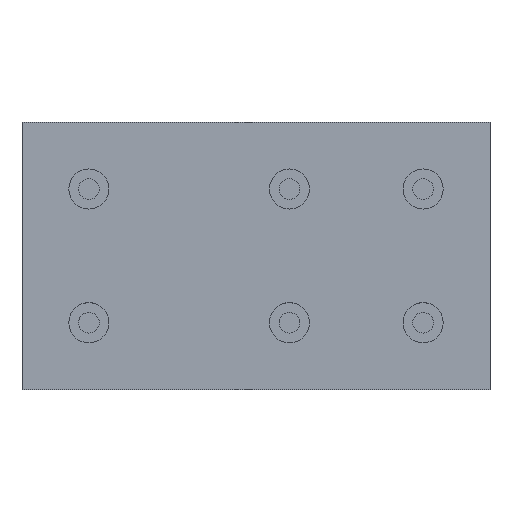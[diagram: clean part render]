
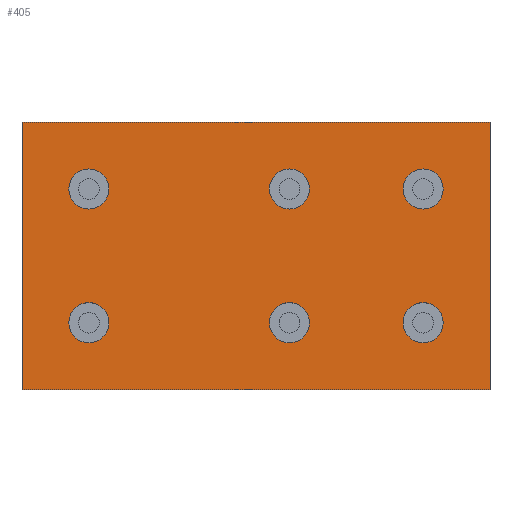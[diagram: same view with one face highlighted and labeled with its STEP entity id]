
A CAD part, top view. The second image highlights one B-rep face of the part: STEP entity #405.
In plain terms, the highlighted planar face has unit normal (0, 0, 1).
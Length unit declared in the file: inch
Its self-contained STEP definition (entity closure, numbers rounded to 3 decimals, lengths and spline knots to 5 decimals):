
#21=FACE_BOUND('',#110,.T.);
#22=FACE_BOUND('',#111,.T.);
#23=FACE_BOUND('',#112,.T.);
#24=FACE_BOUND('',#113,.T.);
#25=FACE_BOUND('',#114,.T.);
#26=FACE_BOUND('',#115,.T.);
#43=PLANE('',#473);
#73=FACE_OUTER_BOUND('',#109,.T.);
#109=EDGE_LOOP('',(#351,#352,#353,#354));
#110=EDGE_LOOP('',(#355));
#111=EDGE_LOOP('',(#356));
#112=EDGE_LOOP('',(#357));
#113=EDGE_LOOP('',(#358));
#114=EDGE_LOOP('',(#359));
#115=EDGE_LOOP('',(#360));
#131=LINE('',#701,#155);
#134=LINE('',#707,#158);
#137=LINE('',#713,#161);
#140=LINE('',#717,#164);
#155=VECTOR('',#589,0.3937);
#158=VECTOR('',#594,0.3937);
#161=VECTOR('',#599,0.3937);
#164=VECTOR('',#604,0.3937);
#165=CIRCLE('',#422,0.15);
#168=CIRCLE('',#427,0.15);
#171=CIRCLE('',#432,0.15);
#174=CIRCLE('',#437,0.15);
#177=CIRCLE('',#442,0.15);
#180=CIRCLE('',#447,0.15);
#189=VERTEX_POINT('',#611);
#192=VERTEX_POINT('',#620);
#195=VERTEX_POINT('',#629);
#198=VERTEX_POINT('',#638);
#201=VERTEX_POINT('',#647);
#204=VERTEX_POINT('',#656);
#215=VERTEX_POINT('',#698);
#216=VERTEX_POINT('',#700);
#218=VERTEX_POINT('',#706);
#220=VERTEX_POINT('',#712);
#221=EDGE_CURVE('',#189,#189,#165,.T.);
#225=EDGE_CURVE('',#192,#192,#168,.T.);
#229=EDGE_CURVE('',#195,#195,#171,.T.);
#233=EDGE_CURVE('',#198,#198,#174,.T.);
#237=EDGE_CURVE('',#201,#201,#177,.T.);
#241=EDGE_CURVE('',#204,#204,#180,.T.);
#259=EDGE_CURVE('',#216,#215,#131,.T.);
#262=EDGE_CURVE('',#218,#216,#134,.T.);
#265=EDGE_CURVE('',#220,#218,#137,.T.);
#268=EDGE_CURVE('',#215,#220,#140,.T.);
#351=ORIENTED_EDGE('',*,*,#268,.T.);
#352=ORIENTED_EDGE('',*,*,#265,.T.);
#353=ORIENTED_EDGE('',*,*,#262,.T.);
#354=ORIENTED_EDGE('',*,*,#259,.T.);
#355=ORIENTED_EDGE('',*,*,#221,.T.);
#356=ORIENTED_EDGE('',*,*,#225,.T.);
#357=ORIENTED_EDGE('',*,*,#229,.T.);
#358=ORIENTED_EDGE('',*,*,#233,.T.);
#359=ORIENTED_EDGE('',*,*,#237,.T.);
#360=ORIENTED_EDGE('',*,*,#241,.T.);
#405=ADVANCED_FACE('',(#73,#21,#22,#23,#24,#25,#26),#43,.T.);
#422=AXIS2_PLACEMENT_3D('',#612,#479,#480);
#427=AXIS2_PLACEMENT_3D('',#621,#490,#491);
#432=AXIS2_PLACEMENT_3D('',#630,#501,#502);
#437=AXIS2_PLACEMENT_3D('',#639,#512,#513);
#442=AXIS2_PLACEMENT_3D('',#648,#523,#524);
#447=AXIS2_PLACEMENT_3D('',#657,#534,#535);
#473=AXIS2_PLACEMENT_3D('',#718,#605,#606);
#479=DIRECTION('center_axis',(0.,0.,-1.));
#480=DIRECTION('ref_axis',(-1.,0.,0.));
#490=DIRECTION('center_axis',(0.,0.,-1.));
#491=DIRECTION('ref_axis',(-1.,0.,0.));
#501=DIRECTION('center_axis',(0.,0.,-1.));
#502=DIRECTION('ref_axis',(-1.,0.,0.));
#512=DIRECTION('center_axis',(0.,0.,-1.));
#513=DIRECTION('ref_axis',(-1.,0.,0.));
#523=DIRECTION('center_axis',(0.,0.,-1.));
#524=DIRECTION('ref_axis',(-1.,0.,0.));
#534=DIRECTION('center_axis',(0.,0.,-1.));
#535=DIRECTION('ref_axis',(-1.,0.,0.));
#589=DIRECTION('',(-1.,0.,0.));
#594=DIRECTION('',(0.,1.,0.));
#599=DIRECTION('',(1.,0.,0.));
#604=DIRECTION('',(0.,-1.,0.));
#605=DIRECTION('center_axis',(0.,0.,1.));
#606=DIRECTION('ref_axis',(1.,0.,0.));
#611=CARTESIAN_POINT('',(3.15,0.5,1.));
#612=CARTESIAN_POINT('Origin',(3.,0.5,1.));
#620=CARTESIAN_POINT('',(0.65,1.5,1.));
#621=CARTESIAN_POINT('Origin',(0.5,1.5,1.));
#629=CARTESIAN_POINT('',(2.15,0.5,1.));
#630=CARTESIAN_POINT('Origin',(2.,0.5,1.));
#638=CARTESIAN_POINT('',(3.15,1.5,1.));
#639=CARTESIAN_POINT('Origin',(3.,1.5,1.));
#647=CARTESIAN_POINT('',(2.15,1.5,1.));
#648=CARTESIAN_POINT('Origin',(2.,1.5,1.));
#656=CARTESIAN_POINT('',(0.65,0.5,1.));
#657=CARTESIAN_POINT('Origin',(0.5,0.5,1.));
#698=CARTESIAN_POINT('',(0.,2.,1.));
#700=CARTESIAN_POINT('',(3.5,2.,1.));
#701=CARTESIAN_POINT('',(3.5,2.,1.));
#706=CARTESIAN_POINT('',(3.5,0.,1.));
#707=CARTESIAN_POINT('',(3.5,0.,1.));
#712=CARTESIAN_POINT('',(0.,0.,1.));
#713=CARTESIAN_POINT('',(0.,0.,1.));
#717=CARTESIAN_POINT('',(0.,2.,1.));
#718=CARTESIAN_POINT('Origin',(1.75,1.,1.));
